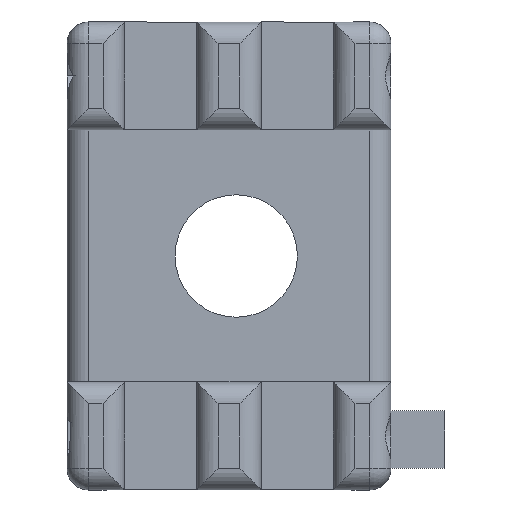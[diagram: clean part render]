
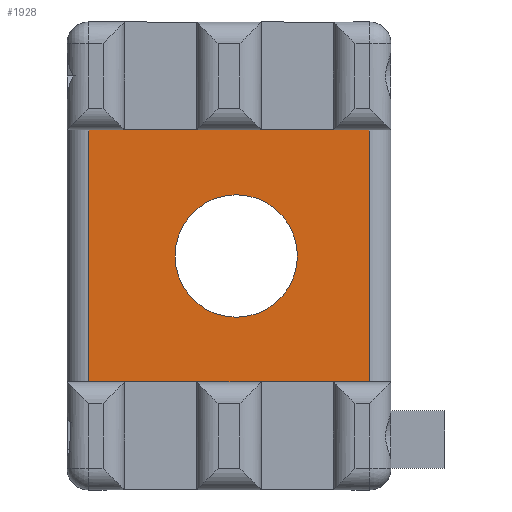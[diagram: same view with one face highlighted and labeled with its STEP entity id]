
A CAD part, left-side view. The second image highlights one B-rep face of the part: STEP entity #1928.
In plain terms, the highlighted planar face has unit normal (-1, 0, 0).
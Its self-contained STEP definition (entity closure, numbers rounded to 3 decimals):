
#121 = VERTEX_POINT ( 'NONE', #4450 ) ;
#128 = CARTESIAN_POINT ( 'NONE',  ( -26.797, 3., -1.273 ) ) ;
#234 = ORIENTED_EDGE ( 'NONE', *, *, #5114, .T. ) ;
#524 = CARTESIAN_POINT ( 'NONE',  ( -26.797, 3., -1.273 ) ) ;
#568 = FACE_OUTER_BOUND ( 'NONE', #6090, .T. ) ;
#623 = DIRECTION ( 'NONE',  ( 0., 0., -1. ) ) ;
#793 = EDGE_LOOP ( 'NONE', ( #2640, #5304 ) ) ;
#947 = EDGE_CURVE ( 'NONE', #6934, #4265, #5938, .T. ) ;
#1146 = CARTESIAN_POINT ( 'NONE',  ( -26.797, 45., -36.273 ) ) ;
#1246 = DIRECTION ( 'NONE',  ( 0., 0., -1. ) ) ;
#1669 = AXIS2_PLACEMENT_3D ( 'NONE', #6643, #4863, #5525 ) ;
#1714 = CIRCLE ( 'NONE', #4000, 8.5 ) ;
#1772 = DIRECTION ( 'NONE',  ( 0., -1., 0. ) ) ;
#1928 = ADVANCED_FACE ( 'NONE', ( #6009, #568 ), #2424, .F. ) ;
#2424 = PLANE ( 'NONE',  #1669 ) ;
#2515 = VECTOR ( 'NONE', #4211, 1000. ) ;
#2640 = ORIENTED_EDGE ( 'NONE', *, *, #947, .T. ) ;
#2924 = LINE ( 'NONE', #1146, #5291 ) ;
#3007 = AXIS2_PLACEMENT_3D ( 'NONE', #5133, #7225, #1246 ) ;
#3089 = LINE ( 'NONE', #128, #4018 ) ;
#3387 = ORIENTED_EDGE ( 'NONE', *, *, #6059, .T. ) ;
#3530 = CARTESIAN_POINT ( 'NONE',  ( -26.797, 42., -1.273 ) ) ;
#3707 = EDGE_CURVE ( 'NONE', #4265, #6934, #1714, .T. ) ;
#3728 = EDGE_CURVE ( 'NONE', #4874, #6666, #5985, .T. ) ;
#3854 = CARTESIAN_POINT ( 'NONE',  ( -26.797, 21.5, -10.273 ) ) ;
#4000 = AXIS2_PLACEMENT_3D ( 'NONE', #5463, #6590, #623 ) ;
#4018 = VECTOR ( 'NONE', #5641, 1000. ) ;
#4211 = DIRECTION ( 'NONE',  ( 0., 0., -1. ) ) ;
#4265 = VERTEX_POINT ( 'NONE', #3854 ) ;
#4450 = CARTESIAN_POINT ( 'NONE',  ( -26.797, 3., -36.273 ) ) ;
#4863 = DIRECTION ( 'NONE',  ( 1., 0., 0. ) ) ;
#4874 = VERTEX_POINT ( 'NONE', #3530 ) ;
#4879 = EDGE_CURVE ( 'NONE', #4874, #6827, #5958, .T. ) ;
#5114 = EDGE_CURVE ( 'NONE', #6827, #121, #2924, .T. ) ;
#5133 = CARTESIAN_POINT ( 'NONE',  ( -26.797, 21.5, -18.773 ) ) ;
#5222 = CARTESIAN_POINT ( 'NONE',  ( -26.797, 21.5, -27.273 ) ) ;
#5291 = VECTOR ( 'NONE', #1772, 1000. ) ;
#5304 = ORIENTED_EDGE ( 'NONE', *, *, #3707, .T. ) ;
#5318 = CARTESIAN_POINT ( 'NONE',  ( -26.797, 42., -36.273 ) ) ;
#5463 = CARTESIAN_POINT ( 'NONE',  ( -26.797, 21.5, -18.773 ) ) ;
#5525 = DIRECTION ( 'NONE',  ( 0., 0., -1. ) ) ;
#5641 = DIRECTION ( 'NONE',  ( 0., 0., 1. ) ) ;
#5938 = CIRCLE ( 'NONE', #3007, 8.5 ) ;
#5958 = LINE ( 'NONE', #5318, #2515 ) ;
#5985 = LINE ( 'NONE', #7788, #7443 ) ;
#6009 = FACE_BOUND ( 'NONE', #793, .T. ) ;
#6059 = EDGE_CURVE ( 'NONE', #121, #6666, #3089, .T. ) ;
#6090 = EDGE_LOOP ( 'NONE', ( #234, #3387, #6290, #6920 ) ) ;
#6290 = ORIENTED_EDGE ( 'NONE', *, *, #3728, .F. ) ;
#6590 = DIRECTION ( 'NONE',  ( 1., 0., 0. ) ) ;
#6643 = CARTESIAN_POINT ( 'NONE',  ( -26.797, 45., -36.273 ) ) ;
#6666 = VERTEX_POINT ( 'NONE', #524 ) ;
#6827 = VERTEX_POINT ( 'NONE', #7753 ) ;
#6920 = ORIENTED_EDGE ( 'NONE', *, *, #4879, .T. ) ;
#6934 = VERTEX_POINT ( 'NONE', #5222 ) ;
#7225 = DIRECTION ( 'NONE',  ( 1., 0., 0. ) ) ;
#7310 = DIRECTION ( 'NONE',  ( 0., -1., 0. ) ) ;
#7443 = VECTOR ( 'NONE', #7310, 1000. ) ;
#7753 = CARTESIAN_POINT ( 'NONE',  ( -26.797, 42., -36.273 ) ) ;
#7788 = CARTESIAN_POINT ( 'NONE',  ( -26.797, 45., -1.273 ) ) ;
